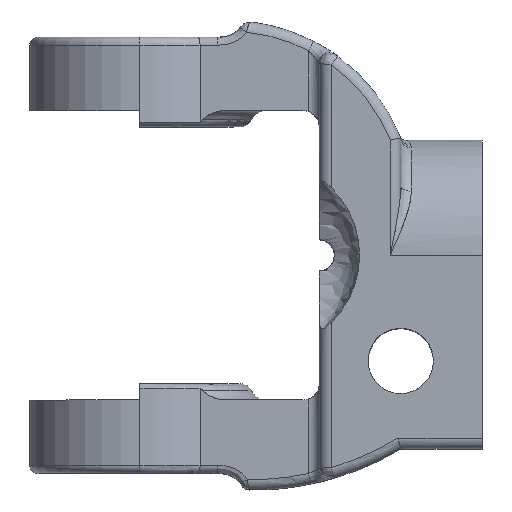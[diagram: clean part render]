
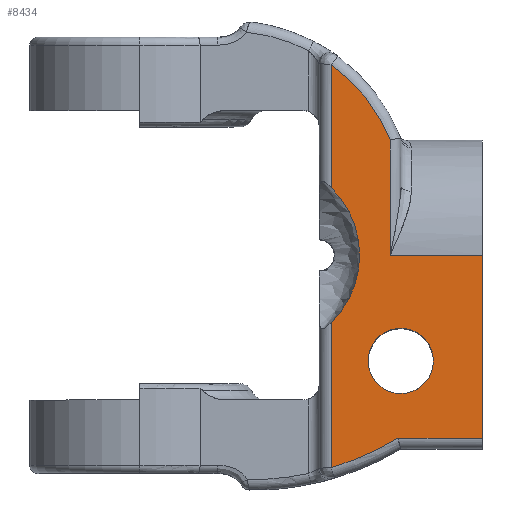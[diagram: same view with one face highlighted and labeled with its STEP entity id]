
A CAD part, top view. The second image highlights one B-rep face of the part: STEP entity #8434.
In plain terms, the highlighted planar face has unit normal (0, 0, 1).
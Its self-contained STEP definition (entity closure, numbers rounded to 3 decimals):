
#61=FACE_BOUND('',#1130,.T.);
#104=PLANE('',#9572);
#840=FACE_OUTER_BOUND('',#1129,.T.);
#1129=EDGE_LOOP('',(#7338,#7339,#7340,#7341,#7342,#7343,#7344,#7345,#7346));
#1130=EDGE_LOOP('',(#7347));
#1597=CIRCLE('',#9573,11.586);
#1598=CIRCLE('',#9574,35.066);
#1599=CIRCLE('',#9575,21.323);
#1600=CIRCLE('',#9576,4.);
#2150=LINE('',#14898,#3025);
#2151=LINE('',#14902,#3026);
#2152=LINE('',#14904,#3027);
#2153=LINE('',#14906,#3028);
#2154=LINE('',#14908,#3029);
#2155=LINE('',#14911,#3030);
#3025=VECTOR('',#11010,17.802);
#3026=VECTOR('',#11013,10.359);
#3027=VECTOR('',#11014,22.45);
#3028=VECTOR('',#11015,11.3);
#3029=VECTOR('',#11016,14.126);
#3030=VECTOR('',#11019,15.104);
#4190=VERTEX_POINT('',#14894);
#4191=VERTEX_POINT('',#14895);
#4192=VERTEX_POINT('',#14897);
#4193=VERTEX_POINT('',#14899);
#4194=VERTEX_POINT('',#14901);
#4195=VERTEX_POINT('',#14903);
#4196=VERTEX_POINT('',#14905);
#4197=VERTEX_POINT('',#14907);
#4198=VERTEX_POINT('',#14909);
#4199=VERTEX_POINT('',#14912);
#5764=EDGE_CURVE('',#4190,#4191,#1597,.T.);
#5765=EDGE_CURVE('',#4191,#4192,#2150,.T.);
#5766=EDGE_CURVE('',#4192,#4193,#1598,.T.);
#5767=EDGE_CURVE('',#4193,#4194,#2151,.T.);
#5768=EDGE_CURVE('',#4194,#4195,#2152,.T.);
#5769=EDGE_CURVE('',#4195,#4196,#2153,.T.);
#5770=EDGE_CURVE('',#4196,#4197,#2154,.T.);
#5771=EDGE_CURVE('',#4197,#4198,#1599,.T.);
#5772=EDGE_CURVE('',#4198,#4190,#2155,.T.);
#5773=EDGE_CURVE('',#4199,#4199,#1600,.T.);
#7338=ORIENTED_EDGE('',*,*,#5764,.T.);
#7339=ORIENTED_EDGE('',*,*,#5765,.T.);
#7340=ORIENTED_EDGE('',*,*,#5766,.T.);
#7341=ORIENTED_EDGE('',*,*,#5767,.T.);
#7342=ORIENTED_EDGE('',*,*,#5768,.T.);
#7343=ORIENTED_EDGE('',*,*,#5769,.T.);
#7344=ORIENTED_EDGE('',*,*,#5770,.T.);
#7345=ORIENTED_EDGE('',*,*,#5771,.T.);
#7346=ORIENTED_EDGE('',*,*,#5772,.T.);
#7347=ORIENTED_EDGE('',*,*,#5773,.T.);
#8434=ADVANCED_FACE('',(#840,#61),#104,.T.);
#9572=AXIS2_PLACEMENT_3D('',#14893,#11006,#11007);
#9573=AXIS2_PLACEMENT_3D('',#14896,#11008,#11009);
#9574=AXIS2_PLACEMENT_3D('',#14900,#11011,#11012);
#9575=AXIS2_PLACEMENT_3D('',#14910,#11017,#11018);
#9576=AXIS2_PLACEMENT_3D('',#14913,#11020,#11021);
#11006=DIRECTION('center_axis',(0.,0.,1.));
#11007=DIRECTION('ref_axis',(1.,0.,0.));
#11008=DIRECTION('center_axis',(0.,0.,
-1.));
#11009=DIRECTION('ref_axis',(0.702,0.712,0.));
#11010=DIRECTION('',(0.,-1.,0.));
#11011=DIRECTION('center_axis',(0.,0.,1.));
#11012=DIRECTION('ref_axis',(1.,0.,0.));
#11013=DIRECTION('',(1.,0.,0.));
#11014=DIRECTION('',(0.,1.,0.));
#11015=DIRECTION('',(-1.,0.,0.));
#11016=DIRECTION('',(0.,1.,0.));
#11017=DIRECTION('center_axis',(0.,0.,1.));
#11018=DIRECTION('ref_axis',(1.,0.,0.));
#11019=DIRECTION('',(0.,-1.,0.));
#11020=DIRECTION('center_axis',(0.,0.,-1.));
#11021=DIRECTION('ref_axis',(-1.,0.,0.));
#14893=CARTESIAN_POINT('Origin',(32.75,23.653,14.1));
#14894=CARTESIAN_POINT('',(23.5,8.253,14.1));
#14895=CARTESIAN_POINT('',(23.5,-8.253,14.1));
#14896=CARTESIAN_POINT('Origin',(15.369,0.,
14.1));
#14897=CARTESIAN_POINT('',(23.5,-26.055,14.1));
#14898=CARTESIAN_POINT('',(23.5,-8.253,14.1));
#14899=CARTESIAN_POINT('',(31.641,-22.45,14.1));
#14900=CARTESIAN_POINT('Origin',(13.488,7.552,14.1));
#14901=CARTESIAN_POINT('',(42.,-22.45,14.1));
#14902=CARTESIAN_POINT('',(31.641,-22.45,14.1));
#14903=CARTESIAN_POINT('',(42.,0.,14.1));
#14904=CARTESIAN_POINT('',(42.,-22.45,14.1));
#14905=CARTESIAN_POINT('',(30.7,0.,14.1));
#14906=CARTESIAN_POINT('',(42.,0.,14.1));
#14907=CARTESIAN_POINT('',(30.7,14.126,14.1));
#14908=CARTESIAN_POINT('',(30.7,0.,14.1));
#14909=CARTESIAN_POINT('',(23.5,23.356,14.1));
#14910=CARTESIAN_POINT('Origin',(10.933,6.131,14.1));
#14911=CARTESIAN_POINT('',(23.5,23.356,14.1));
#14912=CARTESIAN_POINT('',(36.,-12.966,14.1));
#14913=CARTESIAN_POINT('Origin',(32.,-12.966,14.1));
